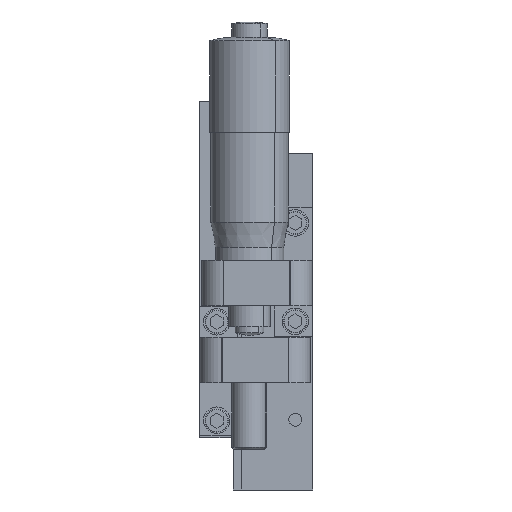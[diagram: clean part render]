
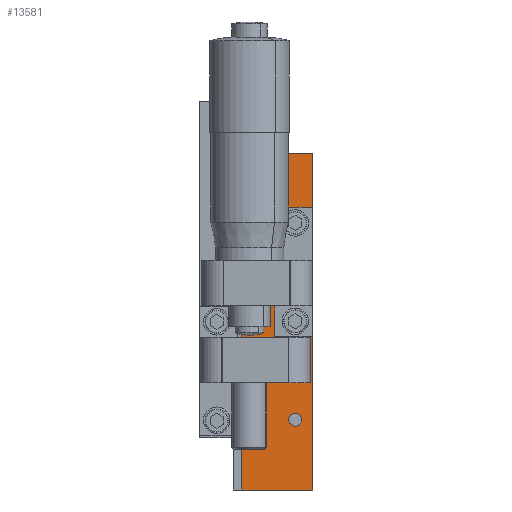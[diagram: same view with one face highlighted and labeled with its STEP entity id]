
A CAD part, left-side view. The second image highlights one B-rep face of the part: STEP entity #13581.
In plain terms, the highlighted planar face has unit normal (-1, 0, 0).
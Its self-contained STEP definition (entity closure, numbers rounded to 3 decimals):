
#22 = VERTEX_POINT ( 'NONE', #14283 ) ;
#154 = CARTESIAN_POINT ( 'NONE',  ( 0., 3.9, 38.2 ) ) ;
#296 = CARTESIAN_POINT ( 'NONE',  ( 0., 3.9, 14.45 ) ) ;
#321 = CARTESIAN_POINT ( 'NONE',  ( 0., 3.9, 61.95 ) ) ;
#352 = DIRECTION ( 'NONE',  ( 0., 0., 1. ) ) ;
#417 = DIRECTION ( 'NONE',  ( 0., 0., -1. ) ) ;
#612 = DIRECTION ( 'NONE',  ( 0., -1., 0. ) ) ;
#811 = VECTOR ( 'NONE', #612, 1000. ) ;
#1219 = CARTESIAN_POINT ( 'NONE',  ( 0., 0., 0. ) ) ;
#1476 = DIRECTION ( 'NONE',  ( -1., 0., 0. ) ) ;
#1692 = CIRCLE ( 'NONE', #8807, 1.45 ) ;
#1734 = DIRECTION ( 'NONE',  ( 0., 0., -1. ) ) ;
#1795 = EDGE_CURVE ( 'NONE', #14956, #3589, #15488, .T. ) ;
#1885 = FACE_BOUND ( 'NONE', #11043, .T. ) ;
#1969 = FACE_OUTER_BOUND ( 'NONE', #17050, .T. ) ;
#2161 = DIRECTION ( 'NONE',  ( -1., 0., 0. ) ) ;
#2343 = CARTESIAN_POINT ( 'NONE',  ( 0., 0., 76.2 ) ) ;
#2941 = AXIS2_PLACEMENT_3D ( 'NONE', #15202, #17959, #5379 ) ;
#3094 = CARTESIAN_POINT ( 'NONE',  ( 0., 0., 76.2 ) ) ;
#3226 = AXIS2_PLACEMENT_3D ( 'NONE', #154, #4489, #5695 ) ;
#3240 = ORIENTED_EDGE ( 'NONE', *, *, #13486, .T. ) ;
#3297 = EDGE_CURVE ( 'NONE', #22, #4134, #1692, .T. ) ;
#3329 = VERTEX_POINT ( 'NONE', #3940 ) ;
#3589 = VERTEX_POINT ( 'NONE', #321 ) ;
#3940 = CARTESIAN_POINT ( 'NONE',  ( 0., 0., 76.2 ) ) ;
#4134 = VERTEX_POINT ( 'NONE', #296 ) ;
#4364 = CARTESIAN_POINT ( 'NONE',  ( 0., 16., 0. ) ) ;
#4489 = DIRECTION ( 'NONE',  ( -1., 0., 0. ) ) ;
#4584 = EDGE_CURVE ( 'NONE', #6154, #6911, #13076, .T. ) ;
#4762 = EDGE_CURVE ( 'NONE', #15552, #11618, #13223, .T. ) ;
#5222 = DIRECTION ( 'NONE',  ( -1., 0., 0. ) ) ;
#5318 = DIRECTION ( 'NONE',  ( 0., 0., 1. ) ) ;
#5379 = DIRECTION ( 'NONE',  ( 0., 0., 1. ) ) ;
#5435 = ORIENTED_EDGE ( 'NONE', *, *, #17662, .F. ) ;
#5695 = DIRECTION ( 'NONE',  ( 0., 0., 1. ) ) ;
#5983 = ORIENTED_EDGE ( 'NONE', *, *, #9582, .F. ) ;
#6062 = CARTESIAN_POINT ( 'NONE',  ( 0., 16., 76.2 ) ) ;
#6154 = VERTEX_POINT ( 'NONE', #6062 ) ;
#6706 = CARTESIAN_POINT ( 'NONE',  ( 0., 3.9, 60.5 ) ) ;
#6896 = VERTEX_POINT ( 'NONE', #1219 ) ;
#6911 = VERTEX_POINT ( 'NONE', #4364 ) ;
#7380 = CARTESIAN_POINT ( 'NONE',  ( 0., 3.9, 39.65 ) ) ;
#7474 = CARTESIAN_POINT ( 'NONE',  ( 0., 3.9, 38.2 ) ) ;
#7533 = EDGE_CURVE ( 'NONE', #6154, #3329, #14580, .T. ) ;
#7629 = CARTESIAN_POINT ( 'NONE',  ( 0., 0., 76.2 ) ) ;
#8365 = CARTESIAN_POINT ( 'NONE',  ( 0., 3.9, 36.75 ) ) ;
#8807 = AXIS2_PLACEMENT_3D ( 'NONE', #9486, #5222, #5318 ) ;
#9129 = ORIENTED_EDGE ( 'NONE', *, *, #10863, .F. ) ;
#9237 = ORIENTED_EDGE ( 'NONE', *, *, #4762, .F. ) ;
#9438 = CIRCLE ( 'NONE', #2941, 1.45 ) ;
#9486 = CARTESIAN_POINT ( 'NONE',  ( 0., 3.9, 15.9 ) ) ;
#9582 = EDGE_CURVE ( 'NONE', #3329, #6896, #10658, .T. ) ;
#9725 = VECTOR ( 'NONE', #1734, 1000. ) ;
#10066 = EDGE_LOOP ( 'NONE', ( #15872, #5435 ) ) ;
#10124 = LINE ( 'NONE', #11851, #811 ) ;
#10348 = VECTOR ( 'NONE', #13210, 1000. ) ;
#10570 = CARTESIAN_POINT ( 'NONE',  ( 0., 3.9, 59.05 ) ) ;
#10658 = LINE ( 'NONE', #2343, #16291 ) ;
#10717 = ORIENTED_EDGE ( 'NONE', *, *, #1795, .F. ) ;
#10758 = DIRECTION ( 'NONE',  ( 0., 0., 1. ) ) ;
#10863 = EDGE_CURVE ( 'NONE', #3589, #14956, #9438, .T. ) ;
#11043 = EDGE_LOOP ( 'NONE', ( #17314, #9237 ) ) ;
#11326 = ORIENTED_EDGE ( 'NONE', *, *, #7533, .F. ) ;
#11470 = ORIENTED_EDGE ( 'NONE', *, *, #4584, .T. ) ;
#11618 = VERTEX_POINT ( 'NONE', #7380 ) ;
#11851 = CARTESIAN_POINT ( 'NONE',  ( 0., 0., 0. ) ) ;
#11939 = DIRECTION ( 'NONE',  ( 0., 0., -1. ) ) ;
#12632 = CARTESIAN_POINT ( 'NONE',  ( 0., 3.9, 15.9 ) ) ;
#13048 = FACE_BOUND ( 'NONE', #17895, .T. ) ;
#13076 = LINE ( 'NONE', #14354, #9725 ) ;
#13133 = FACE_BOUND ( 'NONE', #10066, .T. ) ;
#13210 = DIRECTION ( 'NONE',  ( 0., -1., 0. ) ) ;
#13223 = CIRCLE ( 'NONE', #3226, 1.45 ) ;
#13486 = EDGE_CURVE ( 'NONE', #6911, #6896, #10124, .T. ) ;
#13581 = ADVANCED_FACE ( 'NONE', ( #1885, #13048, #1969, #13133 ), #17257, .F. ) ;
#14283 = CARTESIAN_POINT ( 'NONE',  ( 0., 3.9, 17.35 ) ) ;
#14354 = CARTESIAN_POINT ( 'NONE',  ( 0., 16., 76.2 ) ) ;
#14580 = LINE ( 'NONE', #7629, #10348 ) ;
#14611 = DIRECTION ( 'NONE',  ( 0., 0., 1. ) ) ;
#14887 = CIRCLE ( 'NONE', #17239, 1.45 ) ;
#14956 = VERTEX_POINT ( 'NONE', #10570 ) ;
#15166 = CIRCLE ( 'NONE', #15753, 1.45 ) ;
#15202 = CARTESIAN_POINT ( 'NONE',  ( 0., 3.9, 60.5 ) ) ;
#15488 = CIRCLE ( 'NONE', #16646, 1.45 ) ;
#15552 = VERTEX_POINT ( 'NONE', #8365 ) ;
#15753 = AXIS2_PLACEMENT_3D ( 'NONE', #12632, #1476, #352 ) ;
#15872 = ORIENTED_EDGE ( 'NONE', *, *, #3297, .F. ) ;
#16056 = DIRECTION ( 'NONE',  ( 1., 0., 0. ) ) ;
#16291 = VECTOR ( 'NONE', #11939, 1000. ) ;
#16646 = AXIS2_PLACEMENT_3D ( 'NONE', #6706, #2161, #10758 ) ;
#16677 = AXIS2_PLACEMENT_3D ( 'NONE', #3094, #16056, #417 ) ;
#17050 = EDGE_LOOP ( 'NONE', ( #3240, #5983, #11326, #11470 ) ) ;
#17239 = AXIS2_PLACEMENT_3D ( 'NONE', #7474, #17282, #14611 ) ;
#17257 = PLANE ( 'NONE',  #16677 ) ;
#17282 = DIRECTION ( 'NONE',  ( -1., 0., 0. ) ) ;
#17314 = ORIENTED_EDGE ( 'NONE', *, *, #17832, .F. ) ;
#17662 = EDGE_CURVE ( 'NONE', #4134, #22, #15166, .T. ) ;
#17832 = EDGE_CURVE ( 'NONE', #11618, #15552, #14887, .T. ) ;
#17895 = EDGE_LOOP ( 'NONE', ( #9129, #10717 ) ) ;
#17959 = DIRECTION ( 'NONE',  ( -1., 0., 0. ) ) ;
